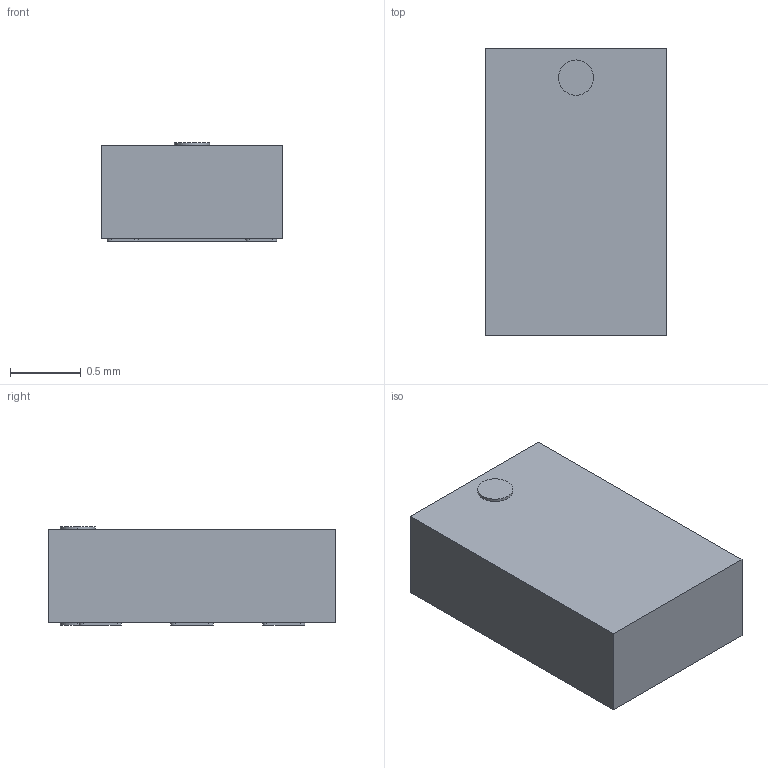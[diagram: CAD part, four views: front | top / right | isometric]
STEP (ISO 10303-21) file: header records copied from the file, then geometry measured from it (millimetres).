
FILE_DESCRIPTION (( 'STEP AP203' ), '1' );
FILE_NAME ('X4C09J1-03G_Model.STEP', '2024-06-05T17:02:29', ( '' ), ( '' ), 'SwSTEP 2.0', 'SolidWorks 2023', '' );
FILE_SCHEMA (( 'CONFIG_CONTROL_DESIGN' ));
Length unit declared in the file: inch
Products named in the file (1): X4C09J1-03G_Model
Bounding box: 1.29 x 2.04 x 0.7 mm (x, y, z)
Volume: 1.7 mm3; surface area: 11.2 mm2
Topology: 8 solids, 8 shells, 82 faces, 198 edges, 132 vertices
Faces by surface type: cylinder 42, plane 40
Entity records: 2527 total; most frequent: DIRECTION 448, CARTESIAN_POINT 413, ORIENTED_EDGE 396, EDGE_CURVE 198, AXIS2_PLACEMENT_3D 167, VERTEX_POINT 132, LINE 114, VECTOR 114
